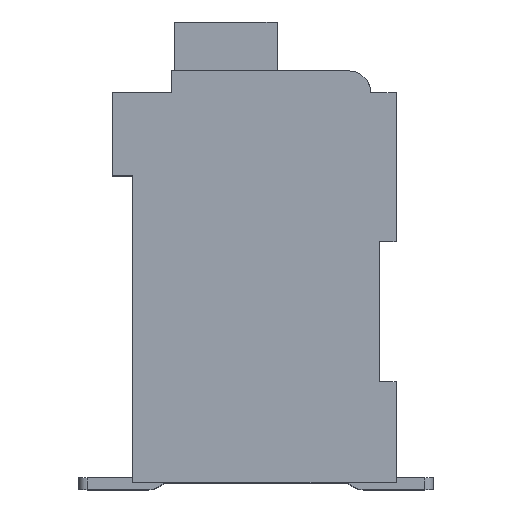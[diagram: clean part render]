
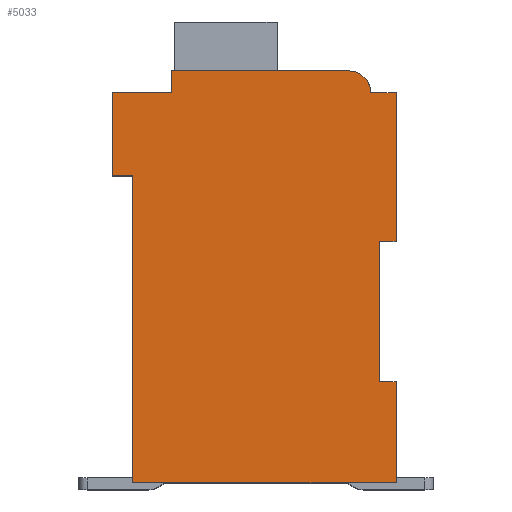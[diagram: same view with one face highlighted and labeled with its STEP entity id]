
A CAD part, top view. The second image highlights one B-rep face of the part: STEP entity #5033.
In plain terms, the highlighted planar face has unit normal (0, 0, 1).
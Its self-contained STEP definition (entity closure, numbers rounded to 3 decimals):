
#1530=DIRECTION('',(1.,0.,0.));
#1531=VECTOR('',#1530,0.5);
#1532=CARTESIAN_POINT('',(7.3,7.15,2.1));
#1533=LINE('',#1532,#1531);
#1534=DIRECTION('',(0.,1.,0.));
#1535=VECTOR('',#1534,4.15);
#1536=CARTESIAN_POINT('',(7.3,3.,2.1));
#1537=LINE('',#1536,#1535);
#1538=DIRECTION('',(-1.,0.,0.));
#1539=VECTOR('',#1538,0.5);
#1540=CARTESIAN_POINT('',(7.8,3.,2.1));
#1541=LINE('',#1540,#1539);
#1542=DIRECTION('',(0.,1.,0.));
#1543=VECTOR('',#1542,3.);
#1544=CARTESIAN_POINT('',(7.8,0.,2.1));
#1545=LINE('',#1544,#1543);
#1546=DIRECTION('',(1.,0.,0.));
#1547=VECTOR('',#1546,7.8);
#1548=CARTESIAN_POINT('',(0.,0.,2.1));
#1549=LINE('',#1548,#1547);
#1550=DIRECTION('',(0.,-1.,0.));
#1551=VECTOR('',#1550,9.1);
#1552=CARTESIAN_POINT('',(0.,9.1,2.1));
#1553=LINE('',#1552,#1551);
#1554=DIRECTION('',(1.,0.,0.));
#1555=VECTOR('',#1554,0.6);
#1556=CARTESIAN_POINT('',(-0.6,9.1,2.1));
#1557=LINE('',#1556,#1555);
#1558=DIRECTION('',(0.,-1.,0.));
#1559=VECTOR('',#1558,2.45);
#1560=CARTESIAN_POINT('',(-0.6,11.55,2.1));
#1561=LINE('',#1560,#1559);
#1562=DIRECTION('',(-1.,0.,0.));
#1563=VECTOR('',#1562,1.75);
#1564=CARTESIAN_POINT('',(1.15,11.55,2.1));
#1565=LINE('',#1564,#1563);
#1566=DIRECTION('',(0.,-1.,0.));
#1567=VECTOR('',#1566,0.65);
#1568=CARTESIAN_POINT('',(1.15,12.2,2.1));
#1569=LINE('',#1568,#1567);
#1570=DIRECTION('',(-1.,0.,0.));
#1571=VECTOR('',#1570,5.25);
#1572=CARTESIAN_POINT('',(6.4,12.2,2.1));
#1573=LINE('',#1572,#1571);
#1574=CARTESIAN_POINT('',(6.4,11.55,2.1));
#1575=DIRECTION('',(0.,0.,1.));
#1576=DIRECTION('',(1.,0.,0.));
#1577=AXIS2_PLACEMENT_3D('',#1574,#1575,#1576);
#1579=DIRECTION('',(-1.,0.,0.));
#1580=VECTOR('',#1579,0.75);
#1581=CARTESIAN_POINT('',(7.8,11.55,2.1));
#1582=LINE('',#1581,#1580);
#1583=DIRECTION('',(0.,1.,0.));
#1584=VECTOR('',#1583,4.4);
#1585=CARTESIAN_POINT('',(7.8,7.15,2.1));
#1586=LINE('',#1585,#1584);
#2305=CARTESIAN_POINT('',(7.3,7.15,2.1));
#2306=CARTESIAN_POINT('',(7.8,7.15,2.1));
#2307=VERTEX_POINT('',#2305);
#2308=VERTEX_POINT('',#2306);
#2309=CARTESIAN_POINT('',(7.8,11.55,2.1));
#2310=VERTEX_POINT('',#2309);
#2311=CARTESIAN_POINT('',(7.05,11.55,2.1));
#2312=VERTEX_POINT('',#2311);
#2313=CARTESIAN_POINT('',(6.4,12.2,2.1));
#2314=VERTEX_POINT('',#2313);
#2315=CARTESIAN_POINT('',(1.15,12.2,2.1));
#2316=VERTEX_POINT('',#2315);
#2317=CARTESIAN_POINT('',(1.15,11.55,2.1));
#2318=VERTEX_POINT('',#2317);
#2319=CARTESIAN_POINT('',(-0.6,11.55,2.1));
#2320=VERTEX_POINT('',#2319);
#2321=CARTESIAN_POINT('',(-0.6,9.1,2.1));
#2322=VERTEX_POINT('',#2321);
#2323=CARTESIAN_POINT('',(0.,9.1,2.1));
#2324=VERTEX_POINT('',#2323);
#2325=CARTESIAN_POINT('',(0.,0.,2.1));
#2326=VERTEX_POINT('',#2325);
#2327=CARTESIAN_POINT('',(7.8,0.,2.1));
#2328=VERTEX_POINT('',#2327);
#2329=CARTESIAN_POINT('',(7.8,3.,2.1));
#2330=VERTEX_POINT('',#2329);
#2331=CARTESIAN_POINT('',(7.3,3.,2.1));
#2332=VERTEX_POINT('',#2331);
#5012=CARTESIAN_POINT('',(0.,0.,2.1));
#5013=DIRECTION('',(0.,0.,1.));
#5014=DIRECTION('',(1.,0.,0.));
#5015=AXIS2_PLACEMENT_3D('',#5012,#5013,#5014);
#5016=PLANE('',#5015);
#5017=ORIENTED_EDGE('',*,*,#3030,.F.);
#5018=ORIENTED_EDGE('',*,*,#3233,.F.);
#5019=ORIENTED_EDGE('',*,*,#3293,.F.);
#5020=ORIENTED_EDGE('',*,*,#3350,.F.);
#5021=ORIENTED_EDGE('',*,*,#3427,.F.);
#5022=ORIENTED_EDGE('',*,*,#3540,.F.);
#5023=ORIENTED_EDGE('',*,*,#3997,.F.);
#5024=ORIENTED_EDGE('',*,*,#4066,.F.);
#5025=ORIENTED_EDGE('',*,*,#4153,.F.);
#5026=ORIENTED_EDGE('',*,*,#4372,.F.);
#5027=ORIENTED_EDGE('',*,*,#4532,.F.);
#5028=ORIENTED_EDGE('',*,*,#4204,.F.);
#5029=ORIENTED_EDGE('',*,*,#4293,.F.);
#5030=ORIENTED_EDGE('',*,*,#3129,.F.);
#5031=EDGE_LOOP('',(#5017,#5018,#5019,#5020,#5021,#5022,#5023,#5024,#5025,#5026,
#5027,#5028,#5029,#5030));
#5032=FACE_OUTER_BOUND('',#5031,.F.);
#1578=CIRCLE('',#1577,0.65);
#3030=EDGE_CURVE('',#2307,#2308,#1533,.T.);
#3129=EDGE_CURVE('',#2308,#2310,#1586,.T.);
#3233=EDGE_CURVE('',#2332,#2307,#1537,.T.);
#3293=EDGE_CURVE('',#2330,#2332,#1541,.T.);
#3350=EDGE_CURVE('',#2328,#2330,#1545,.T.);
#3427=EDGE_CURVE('',#2326,#2328,#1549,.T.);
#3540=EDGE_CURVE('',#2324,#2326,#1553,.T.);
#3997=EDGE_CURVE('',#2322,#2324,#1557,.T.);
#4066=EDGE_CURVE('',#2320,#2322,#1561,.T.);
#4153=EDGE_CURVE('',#2318,#2320,#1565,.T.);
#4204=EDGE_CURVE('',#2312,#2314,#1578,.T.);
#4293=EDGE_CURVE('',#2310,#2312,#1582,.T.);
#4372=EDGE_CURVE('',#2316,#2318,#1569,.T.);
#4532=EDGE_CURVE('',#2314,#2316,#1573,.T.);
#5033=ADVANCED_FACE('',(#5032),#5016,.T.);
